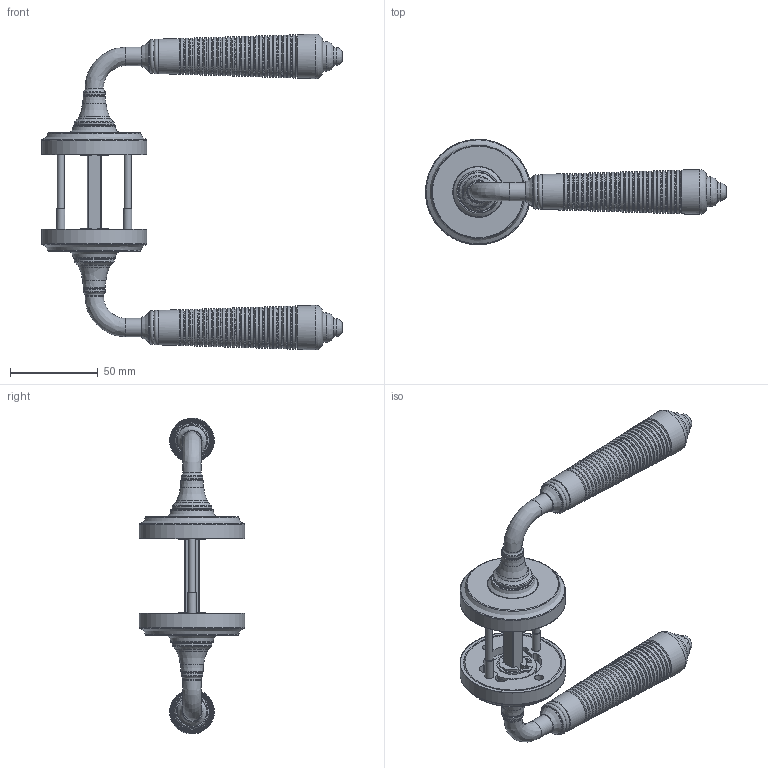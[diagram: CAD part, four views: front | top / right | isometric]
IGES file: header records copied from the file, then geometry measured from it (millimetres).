
Global section: file name: PK6974SP-B-R60; native system: Autodesk Inventor 2024; preprocessor: unknown; author: ashami; date: 20250319.151753; units: millimetre
Bounding box: 171.29 x 60 x 179.77 mm (x, y, z)
Volume: 150448.5 mm3; surface area: 80369.9 mm2
Topology: 27 solids, 27 shells, 684 faces, 1894 edges, 1300 vertices
Faces by surface type: bspline 684
